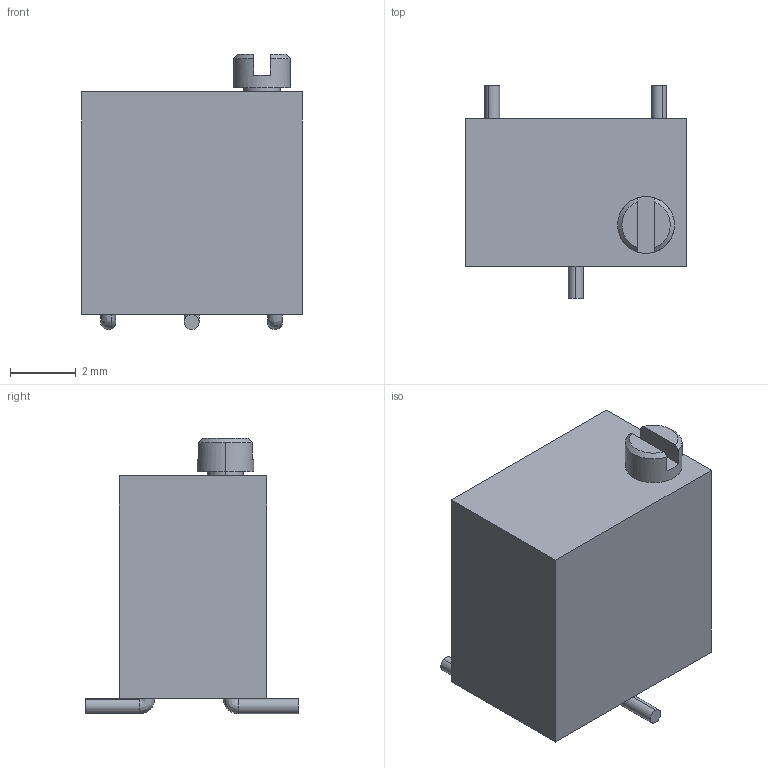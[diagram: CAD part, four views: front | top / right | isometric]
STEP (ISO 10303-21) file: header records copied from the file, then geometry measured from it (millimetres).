
FILE_DESCRIPTION(('FreeCAD Model'),'2;1');
FILE_NAME('Potentiometer_Bourns_3269W_Vertical.step', '2020-09-20T07:05:20',('kicad StepUp'),('ksu MCAD'), 'Open CASCADE STEP processor 7.4','FreeCAD','Unknown');
FILE_SCHEMA(('AUTOMOTIVE_DESIGN { 1 0 10303 214 1 1 1 1 }'));
Length unit declared in the file: millimetre
Products named in the file (1): Potentiometer_Bourns_3269W_Vertical
Bounding box: 6.71 x 6.48 x 8.38 mm (x, y, z)
Volume: 205.7 mm3; surface area: 232.8 mm2
Topology: 1 solids, 1 shells, 79 faces, 217 edges, 137 vertices
Faces by surface type: plane 53, cylinder 16, bspline 6, torus 2, cone 2
Entity records: 2611 total; most frequent: CARTESIAN_POINT 619, ORIENTED_EDGE 420, DIRECTION 399, EDGE_CURVE 210, LINE 147, VECTOR 147, VERTEX_POINT 137, AXIS2_PLACEMENT_3D 126
